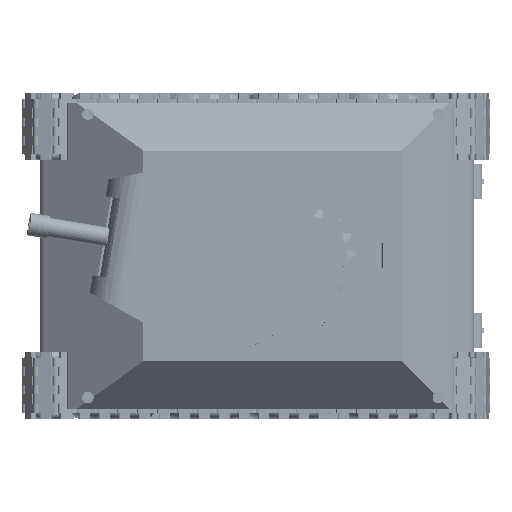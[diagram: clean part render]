
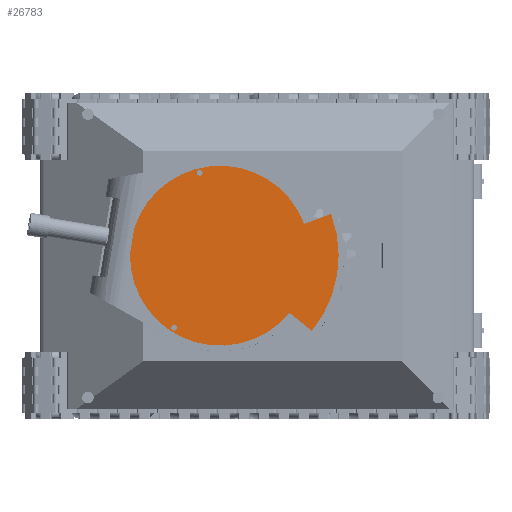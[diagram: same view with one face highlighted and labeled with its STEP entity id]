
A CAD part, top view. The second image highlights one B-rep face of the part: STEP entity #26783.
In plain terms, the highlighted planar face has unit normal (0, 0, 1).
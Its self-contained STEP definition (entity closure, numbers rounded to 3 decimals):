
#1699=FACE_BOUND('',#5023,.T.);
#1700=FACE_BOUND('',#5024,.T.);
#2183=PLANE('',#29120);
#3466=FACE_OUTER_BOUND('',#5022,.T.);
#5022=EDGE_LOOP('',(#22022,#22023,#22024,#22025,#22026,#22027));
#5023=EDGE_LOOP('',(#22028));
#5024=EDGE_LOOP('',(#22029));
#6815=LINE('',#47425,#8760);
#6819=LINE('',#47437,#8764);
#6823=LINE('',#47449,#8768);
#8760=VECTOR('',#34577,10.);
#8764=VECTOR('',#34589,10.);
#8768=VECTOR('',#34601,10.);
#10251=CIRCLE('',#29103,1.5);
#10253=CIRCLE('',#29106,1.5);
#10255=CIRCLE('',#29110,47.);
#10257=CIRCLE('',#29114,62.);
#10259=CIRCLE('',#29118,47.);
#12445=VERTEX_POINT('',#47409);
#12447=VERTEX_POINT('',#47415);
#12450=VERTEX_POINT('',#47422);
#12451=VERTEX_POINT('',#47424);
#12453=VERTEX_POINT('',#47430);
#12455=VERTEX_POINT('',#47436);
#12457=VERTEX_POINT('',#47442);
#12459=VERTEX_POINT('',#47448);
#15798=EDGE_CURVE('',#12445,#12445,#10251,.T.);
#15801=EDGE_CURVE('',#12447,#12447,#10253,.T.);
#15804=EDGE_CURVE('',#12451,#12450,#6815,.T.);
#15807=EDGE_CURVE('',#12453,#12451,#10255,.T.);
#15810=EDGE_CURVE('',#12455,#12453,#6819,.T.);
#15813=EDGE_CURVE('',#12457,#12455,#10257,.T.);
#15816=EDGE_CURVE('',#12459,#12457,#6823,.T.);
#15819=EDGE_CURVE('',#12450,#12459,#10259,.T.);
#22022=ORIENTED_EDGE('',*,*,#15819,.T.);
#22023=ORIENTED_EDGE('',*,*,#15816,.T.);
#22024=ORIENTED_EDGE('',*,*,#15813,.T.);
#22025=ORIENTED_EDGE('',*,*,#15810,.T.);
#22026=ORIENTED_EDGE('',*,*,#15807,.T.);
#22027=ORIENTED_EDGE('',*,*,#15804,.T.);
#22028=ORIENTED_EDGE('',*,*,#15798,.T.);
#22029=ORIENTED_EDGE('',*,*,#15801,.T.);
#26783=ADVANCED_FACE('',(#3466,#1699,#1700),#2183,.F.);
#29103=AXIS2_PLACEMENT_3D('',#47411,#34564,#34565);
#29106=AXIS2_PLACEMENT_3D('',#47417,#34571,#34572);
#29110=AXIS2_PLACEMENT_3D('',#47431,#34583,#34584);
#29114=AXIS2_PLACEMENT_3D('',#47443,#34595,#34596);
#29118=AXIS2_PLACEMENT_3D('',#47453,#34607,#34608);
#29120=AXIS2_PLACEMENT_3D('',#47455,#34611,#34612);
#34564=DIRECTION('center_axis',(0.,0.,-1.));
#34565=DIRECTION('ref_axis',(1.,0.,0.));
#34571=DIRECTION('center_axis',(0.,0.,-1.));
#34572=DIRECTION('ref_axis',(1.,0.,0.));
#34577=DIRECTION('',(0.,-1.,0.));
#34583=DIRECTION('center_axis',(0.,0.,1.));
#34584=DIRECTION('ref_axis',(1.,0.,0.));
#34589=DIRECTION('',(-0.866,-0.5,0.));
#34595=DIRECTION('center_axis',(0.,0.,1.));
#34596=DIRECTION('ref_axis',(0.866,0.5,0.));
#34601=DIRECTION('',(0.866,-0.5,0.));
#34607=DIRECTION('center_axis',(0.,0.,1.));
#34608=DIRECTION('ref_axis',(1.,0.,0.));
#34611=DIRECTION('center_axis',(0.,0.,-1.));
#34612=DIRECTION('ref_axis',(1.,0.,0.));
#47409=CARTESIAN_POINT('',(-18.995,40.993,3.));
#47411=CARTESIAN_POINT('Origin',(-17.495,40.993,3.));
#47415=CARTESIAN_POINT('',(-18.995,-40.993,3.));
#47417=CARTESIAN_POINT('Origin',(-17.495,-40.993,3.));
#47422=CARTESIAN_POINT('',(-46.531,-6.621,3.));
#47424=CARTESIAN_POINT('',(-46.531,6.621,3.));
#47425=CARTESIAN_POINT('',(-46.531,-36.333,3.));
#47430=CARTESIAN_POINT('',(40.703,23.5,3.));
#47431=CARTESIAN_POINT('Origin',(0.,0.,3.));
#47436=CARTESIAN_POINT('',(53.694,31.,3.));
#47437=CARTESIAN_POINT('',(0.,0.,3.));
#47442=CARTESIAN_POINT('',(53.694,-31.,3.));
#47443=CARTESIAN_POINT('Origin',(0.,0.,3.));
#47448=CARTESIAN_POINT('',(40.703,-23.5,3.));
#47449=CARTESIAN_POINT('',(0.,0.,3.));
#47453=CARTESIAN_POINT('Origin',(0.,0.,3.));
#47455=CARTESIAN_POINT('Origin',(7.734,0.,3.));
